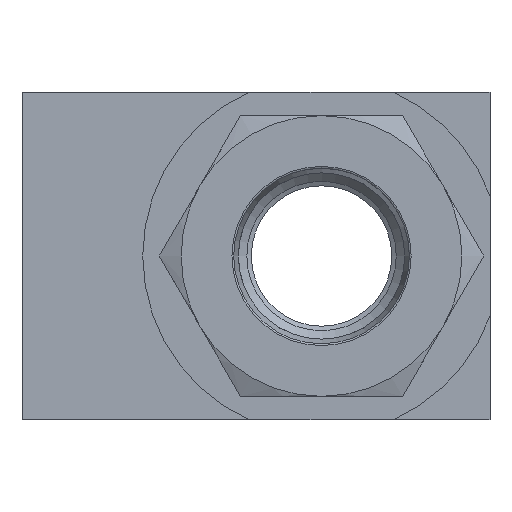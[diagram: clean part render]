
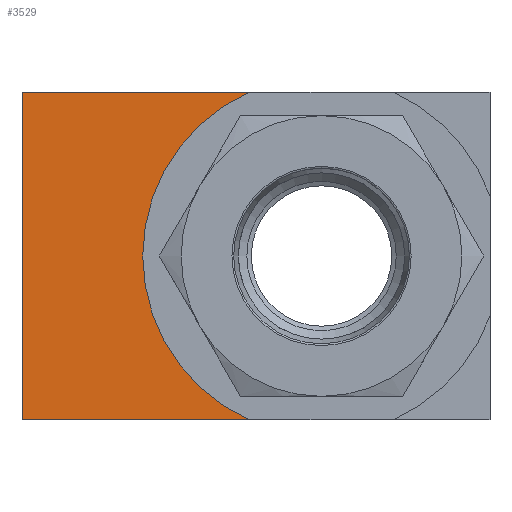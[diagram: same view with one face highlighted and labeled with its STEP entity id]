
A CAD part, left-side view. The second image highlights one B-rep face of the part: STEP entity #3529.
In plain terms, the highlighted planar face has unit normal (-1, 0, 0).
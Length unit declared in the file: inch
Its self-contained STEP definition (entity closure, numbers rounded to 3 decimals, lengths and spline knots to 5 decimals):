
#2783=CARTESIAN_POINT('',(-0.875,2.5,0.875));
#2784=VERTEX_POINT('',#2783);
#2791=CARTESIAN_POINT('',(-0.875,1.28262,0.875));
#2792=VERTEX_POINT('',#2791);
#2793=CARTESIAN_POINT('',(-0.875,1.28262,0.875));
#2794=DIRECTION('',(0.0,1.0,0.0));
#2795=VECTOR('',#2794,1.21738);
#2796=LINE('',#2793,#2795);
#2797=EDGE_CURVE('',#2792,#2784,#2796,.T.);
#3374=CARTESIAN_POINT('',(-0.875,1.28262,-0.875));
#3375=VERTEX_POINT('',#3374);
#3376=CARTESIAN_POINT('',(-0.875,0.9,0.));
#3377=DIRECTION('',(1.0,0.0,0.0));
#3378=DIRECTION('',(0.0,0.0,-1.0));
#3379=AXIS2_PLACEMENT_3D('',#3376,#3377,#3378);
#3380=CIRCLE('',#3379,0.955);
#3381=EDGE_CURVE('',#3375,#2792,#3380,.T.);
#3506=CARTESIAN_POINT('',(-0.875,0.0,0.0));
#3507=DIRECTION('',(-1.0,0.0,0.0));
#3508=DIRECTION('',(0.0,0.0,1.0));
#3509=AXIS2_PLACEMENT_3D('',#3506,#3507,#3508);
#3510=PLANE('',#3509);
#3511=ORIENTED_EDGE('',*,*,#3381,.T.);
#3512=ORIENTED_EDGE('',*,*,#2797,.T.);
#3513=CARTESIAN_POINT('',(-0.875,2.5,-0.875));
#3514=VERTEX_POINT('',#3513);
#3515=CARTESIAN_POINT('',(-0.875,2.5,-0.875));
#3516=DIRECTION('',(0.0,0.0,1.0));
#3517=VECTOR('',#3516,1.75);
#3518=LINE('',#3515,#3517);
#3519=EDGE_CURVE('',#3514,#2784,#3518,.T.);
#3520=ORIENTED_EDGE('',*,*,#3519,.F.);
#3521=CARTESIAN_POINT('',(-0.875,2.5,-0.875));
#3522=DIRECTION('',(0.0,-1.0,0.0));
#3523=VECTOR('',#3522,1.21738);
#3524=LINE('',#3521,#3523);
#3525=EDGE_CURVE('',#3514,#3375,#3524,.T.);
#3526=ORIENTED_EDGE('',*,*,#3525,.T.);
#3527=EDGE_LOOP('',(#3511,#3512,#3520,#3526));
#3528=FACE_OUTER_BOUND('',#3527,.T.);
#3529=ADVANCED_FACE('',(#3528),#3510,.T.);
